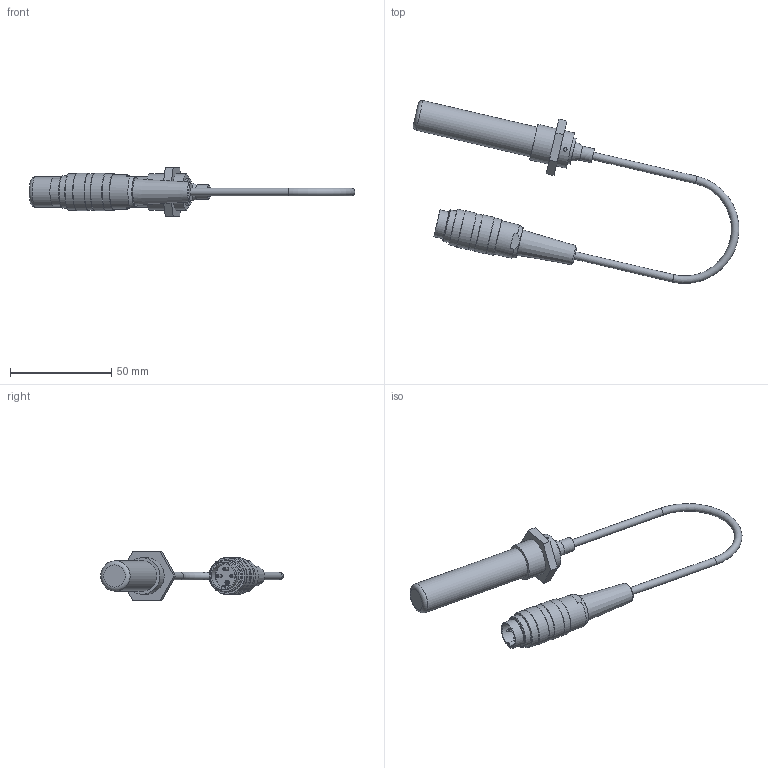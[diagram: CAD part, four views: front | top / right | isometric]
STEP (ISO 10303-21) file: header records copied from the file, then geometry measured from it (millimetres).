
FILE_DESCRIPTION(/* description */ (''),/* implementation_level */ '2;1');
FILE_NAME(/* name */ '130 36_R3S-3-8.stp',/* time_stamp */ '2020-12-21T11:32:18+01:00',/* author */ ('kuttig'),/* organization */ (''),/* preprocessor_version */ 'ST-DEVELOPER v16.13',/* originating_system */ 'Autodesk Inventor 2018',/* authorisation */ '');
FILE_SCHEMA (('AUTOMOTIVE_DESIGN { 1 0 10303 214 3 1 1 }'));
Length unit declared in the file: millimetre
Products named in the file (1): 130 36_R3S-3-8_Shrinkwrap_1
Bounding box: 161.21 x 90.46 x 24 mm (x, y, z)
Volume: 26229 mm3; surface area: 17904.5 mm2
Topology: 5 solids, 5 shells, 139 faces, 299 edges, 189 vertices
Faces by surface type: plane 69, cylinder 40, cone 19, bspline 6, torus 5
Full cylindrical faces by diameter (mm): 1.49 x3, 1.7 x2, 2.25 x1, 3 x1, 3.7 x2, 4.7 x1, 7 x1, 10 x1, 10.2 x1, 13 x3, 13.5 x1, 13.856 x2, 15 x1, 15.08 x1, 16 x1, 16.9 x1, 17.9 x1, 18 x1, 18.15 x3, 18.5 x2
Entity records: 3996 total; most frequent: CARTESIAN_POINT 934, DIRECTION 616, ORIENTED_EDGE 486, AXIS2_PLACEMENT_3D 254, EDGE_CURVE 243, EDGE_LOOP 217, VERTEX_POINT 184, STYLED_ITEM 144
